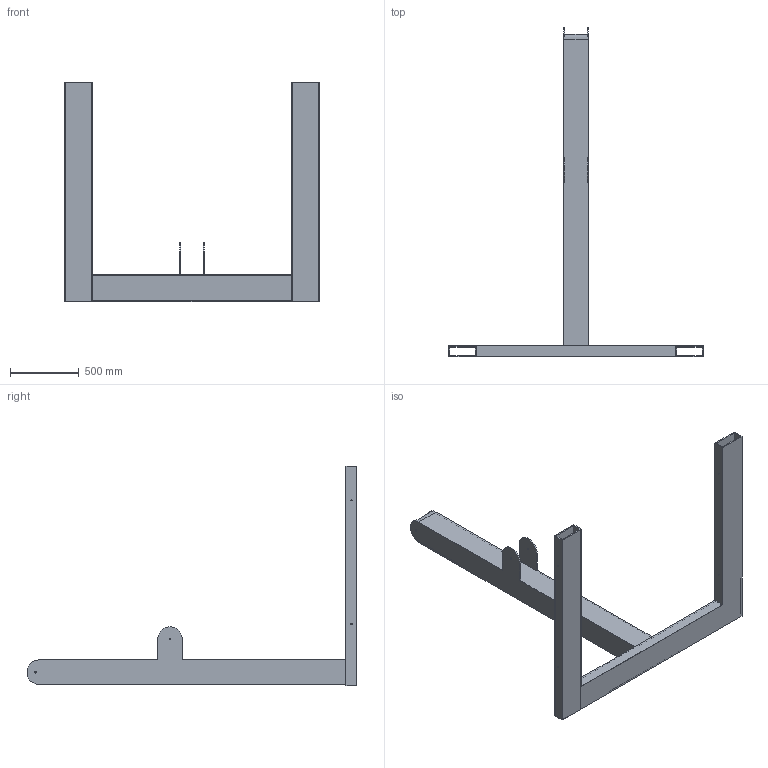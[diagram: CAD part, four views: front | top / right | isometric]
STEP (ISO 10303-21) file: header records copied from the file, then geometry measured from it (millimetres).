
FILE_DESCRIPTION (( 'STEP AP203' ), '1' );
FILE_NAME ('Part1_Varsayilan_sldprt.STEP', '2018-12-13T19:21:31', ( '' ), ( '' ), 'SwSTEP 2.0', 'SolidWorks 2016', '' );
FILE_SCHEMA (( 'CONFIG_CONTROL_DESIGN' ));
Length unit declared in the file: millimetre
Products named in the file (1): Part1_Varsayilan_sldprt
Bounding box: 1850 x 2400 x 1600 mm (x, y, z)
Volume: 32813877.5 mm3; surface area: 8227632.1 mm2
Topology: 1 solids, 2 shells, 67 faces, 183 edges, 122 vertices
Faces by surface type: plane 39, cylinder 28
Entity records: 2266 total; most frequent: DIRECTION 377, CARTESIAN_POINT 373, ORIENTED_EDGE 366, EDGE_CURVE 183, AXIS2_PLACEMENT_3D 126, VECTOR 125, LINE 125, VERTEX_POINT 122
